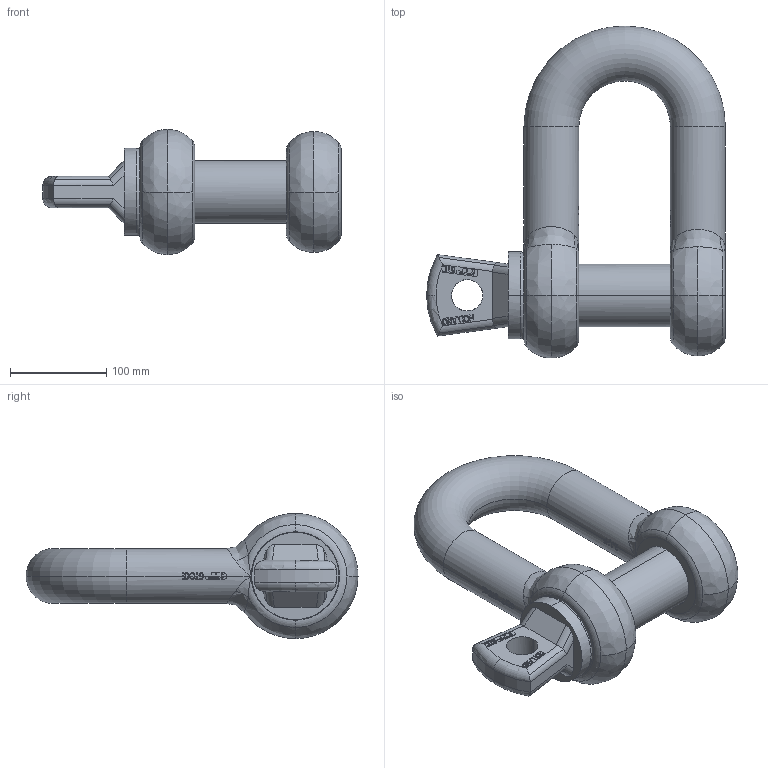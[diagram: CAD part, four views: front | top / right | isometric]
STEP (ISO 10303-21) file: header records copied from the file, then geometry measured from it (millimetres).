
FILE_DESCRIPTION(('.'),'2;1');
FILE_NAME('GPGDBB57.stp','2012-01-15T12:46:00+00:00',('.'),('.'),'','STEP AP214','.');
FILE_SCHEMA(('AUTOMOTIVE_DESIGN { 1 0 10303 214 1 1 1 1 }'));
Length unit declared in the file: millimetre
Products named in the file (3): GPGDBB57; 42,5; 42,5_1
Assembly tree (2 placements, depth 2):
  GPGDBB57
    42,5
    42,5_1
Bounding box: 310 x 344.5 x 130 mm (x, y, z)
Volume: 3045451.4 mm3; surface area: 258704.2 mm2
Topology: 2 solids, 2 shells, 747 faces, 2324 edges, 1600 vertices
Faces by surface type: plane 313, bspline 265, cylinder 146, torus 22, cone 1
Entity records: 31962 total; most frequent: CARTESIAN_POINT 14021, ORIENTED_EDGE 4632, EDGE_CURVE 2316, DIRECTION 1824, VERTEX_POINT 1600, B_SPLINE_CURVE_WITH_KNOTS 1361, VECTOR 792, LINE 792
